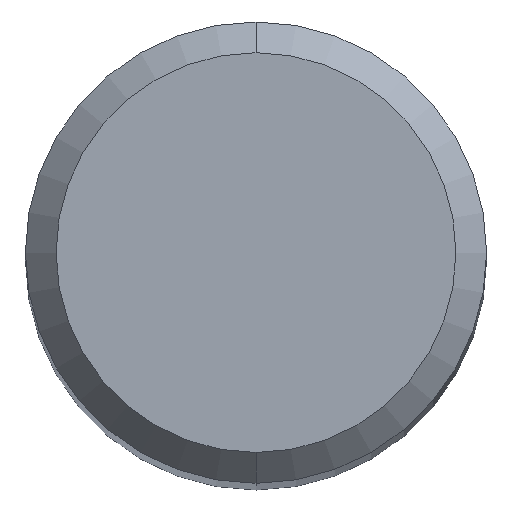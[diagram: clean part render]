
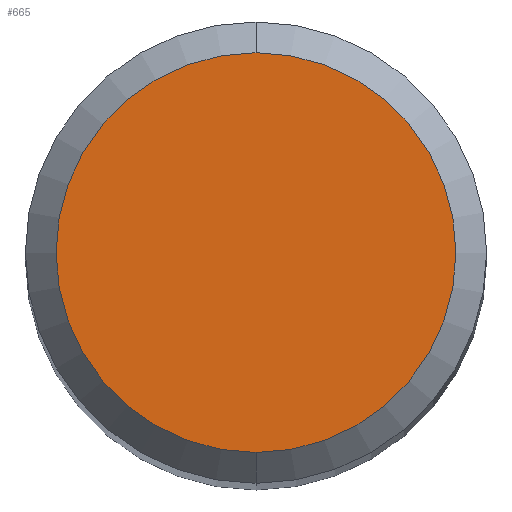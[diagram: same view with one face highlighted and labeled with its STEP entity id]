
A CAD part, top view. The second image highlights one B-rep face of the part: STEP entity #665.
In plain terms, the highlighted planar face has unit normal (0, 0, 1).
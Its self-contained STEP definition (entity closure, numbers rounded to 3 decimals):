
#505=EDGE_CURVE('',#507,#565,#1146,.T.);
#507=VERTEX_POINT('',#1148);
#565=VERTEX_POINT('',#1214);
#665=ADVANCED_FACE('',(#1319),#1320,.T.);
#671=EDGE_CURVE('',#565,#507,#1326,.T.);
#1146=CIRCLE('',#6106,2.6);
#1148=CARTESIAN_POINT('',(0.0,2.6,0.0));
#1214=CARTESIAN_POINT('',(0.,-2.6,0.0));
#1319=FACE_OUTER_BOUND('',#6904,.T.);
#1320=PLANE('',#6905);
#1326=CIRCLE('',#6914,2.6);
#6106=AXIS2_PLACEMENT_3D('',#9743,#9744,#9745);
#6904=EDGE_LOOP('',(#9935,#9936));
#6905=AXIS2_PLACEMENT_3D('',#9937,#9938,#9939);
#6914=AXIS2_PLACEMENT_3D('',#9946,#9947,#9948);
#9743=CARTESIAN_POINT('',(0.0,0.0,0.0));
#9744=DIRECTION('',(0.0,0.0,-1.0));
#9745=DIRECTION('',(0.0,1.0,0.0));
#9935=ORIENTED_EDGE('',*,*,#505,.F.);
#9936=ORIENTED_EDGE('',*,*,#671,.F.);
#9937=CARTESIAN_POINT('',(0.0,1.3,0.0));
#9938=DIRECTION('',(-0.0,0.0,1.0));
#9939=DIRECTION('',(0.0,-1.0,0.0));
#9946=CARTESIAN_POINT('',(0.0,0.0,0.0));
#9947=DIRECTION('',(0.0,0.0,-1.0));
#9948=DIRECTION('',(0.0,1.0,0.0));
